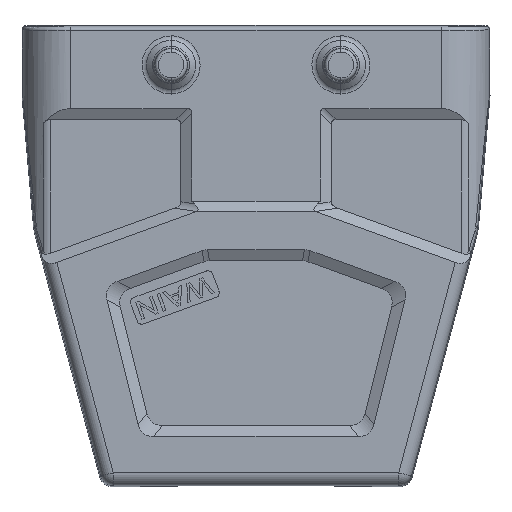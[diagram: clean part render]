
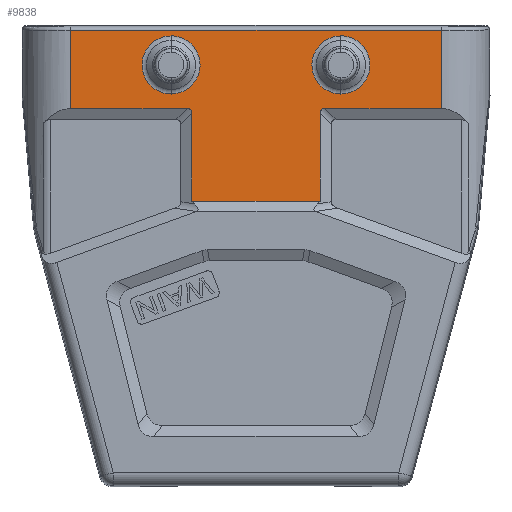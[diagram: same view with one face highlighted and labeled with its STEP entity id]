
A CAD part, front view. The second image highlights one B-rep face of the part: STEP entity #9838.
In plain terms, the highlighted planar face has unit normal (0, -1, 0).
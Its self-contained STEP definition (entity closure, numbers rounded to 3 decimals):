
#245=CARTESIAN_POINT('',(-28.878,-21.5,
-0.783));
#247=DIRECTION('',(0.,0.,-1.));
#248=VECTOR('',#247,12.217);
#249=CARTESIAN_POINT('',(-28.878,-21.5,
-0.783));
#250=LINE('',#249,#248);
#767=CARTESIAN_POINT('',(28.878,-21.5,
-0.783));
#793=CARTESIAN_POINT('',(28.878,-21.5,-13.));
#795=DIRECTION('',(0.,0.,1.));
#796=VECTOR('',#795,12.217);
#797=CARTESIAN_POINT('',(28.878,-21.5,-13.));
#798=LINE('',#797,#796);
#809=DIRECTION('',(-1.,0.,0.));
#810=VECTOR('',#809,57.755);
#811=CARTESIAN_POINT('',(28.878,-21.5,
-0.783));
#812=LINE('',#811,#810);
#817=DIRECTION('',(-1.,0.,0.));
#818=VECTOR('',#817,20.);
#819=CARTESIAN_POINT('',(10.,-21.5,-27.456));
#820=LINE('',#819,#818);
#821=CARTESIAN_POINT('',(13.25,-21.5,-6.2));
#822=DIRECTION('',(0.,-1.,0.));
#823=DIRECTION('',(0.,0.,-1.));
#824=AXIS2_PLACEMENT_3D('',#821,#822,#823);
#826=CARTESIAN_POINT('',(13.25,-21.5,-6.2));
#827=DIRECTION('',(0.,-1.,0.));
#828=DIRECTION('',(0.076,0.,0.997));
#829=AXIS2_PLACEMENT_3D('',#826,#827,#828);
#831=CARTESIAN_POINT('',(13.25,-21.5,-6.2));
#832=DIRECTION('',(0.,-1.,0.));
#833=DIRECTION('',(0.,0.,1.));
#834=AXIS2_PLACEMENT_3D('',#831,#832,#833);
#836=CARTESIAN_POINT('',(13.25,-21.5,-6.2));
#837=DIRECTION('',(0.,-1.,0.));
#838=DIRECTION('',(-0.076,0.,-0.997));
#839=AXIS2_PLACEMENT_3D('',#836,#837,#838);
#841=CARTESIAN_POINT('',(-13.25,-21.5,-6.2));
#842=DIRECTION('',(0.,-1.,0.));
#843=DIRECTION('',(0.,0.,-1.));
#844=AXIS2_PLACEMENT_3D('',#841,#842,#843);
#846=CARTESIAN_POINT('',(-13.25,-21.5,-6.2));
#847=DIRECTION('',(0.,-1.,0.));
#848=DIRECTION('',(0.076,0.,0.997));
#849=AXIS2_PLACEMENT_3D('',#846,#847,#848);
#851=CARTESIAN_POINT('',(-13.25,-21.5,-6.2));
#852=DIRECTION('',(0.,-1.,0.));
#853=DIRECTION('',(0.,0.,1.));
#854=AXIS2_PLACEMENT_3D('',#851,#852,#853);
#856=CARTESIAN_POINT('',(-13.25,-21.5,-6.2));
#857=DIRECTION('',(0.,-1.,0.));
#858=DIRECTION('',(-0.076,0.,-0.997));
#859=AXIS2_PLACEMENT_3D('',#856,#857,#858);
#871=DIRECTION('',(1.,0.,0.));
#872=VECTOR('',#871,18.128);
#873=CARTESIAN_POINT('',(10.75,-21.5,-13.));
#874=LINE('',#873,#872);
#971=DIRECTION('',(1.,0.,0.));
#972=VECTOR('',#971,18.128);
#973=CARTESIAN_POINT('',(-28.878,-21.5,-13.));
#974=LINE('',#973,#972);
#985=CARTESIAN_POINT('',(-10.75,-21.5,-13.));
#986=CARTESIAN_POINT('',(-10.5,-21.5,-13.));
#987=CARTESIAN_POINT('',(-10.138,-21.5,-13.138));
#988=CARTESIAN_POINT('',(-10.,-21.5,-13.5));
#989=CARTESIAN_POINT('',(-10.,-21.5,-13.75));
#1003=DIRECTION('',(0.,0.,-1.));
#1004=VECTOR('',#1003,13.706);
#1005=CARTESIAN_POINT('',(-10.,-21.5,-13.75));
#1006=LINE('',#1005,#1004);
#1007=DIRECTION('',(0.,0.,1.));
#1008=VECTOR('',#1007,13.706);
#1009=CARTESIAN_POINT('',(10.,-21.5,-27.456));
#1010=LINE('',#1009,#1008);
#1029=CARTESIAN_POINT('',(10.,-21.5,-13.75));
#1030=CARTESIAN_POINT('',(10.,-21.5,-13.5));
#1031=CARTESIAN_POINT('',(10.138,-21.5,-13.138));
#1032=CARTESIAN_POINT('',(10.5,-21.5,-13.));
#1033=CARTESIAN_POINT('',(10.75,-21.5,-13.));
#7433=VERTEX_POINT('',#245);
#7434=CARTESIAN_POINT('',(-28.878,-21.5,-13.));
#7435=VERTEX_POINT('',#7434);
#7613=VERTEX_POINT('',#767);
#7619=VERTEX_POINT('',#793);
#7623=CARTESIAN_POINT('',(10.75,-21.5,-13.));
#7624=VERTEX_POINT('',#7623);
#7625=VERTEX_POINT('',#1029);
#7626=CARTESIAN_POINT('',(10.,-21.5,-27.456));
#7627=VERTEX_POINT('',#7626);
#7628=CARTESIAN_POINT('',(-10.,-21.5,-27.456));
#7629=VERTEX_POINT('',#7628);
#7630=CARTESIAN_POINT('',(-10.,-21.5,-13.75));
#7631=VERTEX_POINT('',#7630);
#7632=VERTEX_POINT('',#985);
#7633=CARTESIAN_POINT('',(13.25,-21.5,-10.731));
#7634=CARTESIAN_POINT('',(13.595,-21.5,-1.682));
#7635=VERTEX_POINT('',#7633);
#7636=VERTEX_POINT('',#7634);
#7637=CARTESIAN_POINT('',(13.25,-21.5,-1.669));
#7638=VERTEX_POINT('',#7637);
#7639=CARTESIAN_POINT('',(12.905,-21.5,-10.718));
#7640=VERTEX_POINT('',#7639);
#7641=CARTESIAN_POINT('',(-13.25,-21.5,-10.731));
#7642=CARTESIAN_POINT('',(-12.905,-21.5,-1.682));
#7643=VERTEX_POINT('',#7641);
#7644=VERTEX_POINT('',#7642);
#7645=CARTESIAN_POINT('',(-13.25,-21.5,-1.669));
#7646=VERTEX_POINT('',#7645);
#7647=CARTESIAN_POINT('',(-13.595,-21.5,-10.718));
#7648=VERTEX_POINT('',#7647);
#9794=CARTESIAN_POINT('',(0.,-21.5,0.));
#9795=DIRECTION('',(0.,1.,0.));
#9796=DIRECTION('',(-1.,0.,0.));
#9797=AXIS2_PLACEMENT_3D('',#9794,#9795,#9796);
#9798=PLANE('',#9797);
#9799=ORIENTED_EDGE('',*,*,#9785,.F.);
#9800=ORIENTED_EDGE('',*,*,#9760,.F.);
#9802=ORIENTED_EDGE('',*,*,#9801,.F.);
#9804=ORIENTED_EDGE('',*,*,#9803,.F.);
#9806=ORIENTED_EDGE('',*,*,#9805,.F.);
#9808=ORIENTED_EDGE('',*,*,#9807,.T.);
#9810=ORIENTED_EDGE('',*,*,#9809,.F.);
#9812=ORIENTED_EDGE('',*,*,#9811,.F.);
#9814=ORIENTED_EDGE('',*,*,#9813,.F.);
#9815=ORIENTED_EDGE('',*,*,#8803,.F.);
#9816=EDGE_LOOP('',(#9799,#9800,#9802,#9804,#9806,#9808,#9810,#9812,#9814,
#9815));
#9817=FACE_OUTER_BOUND('',#9816,.F.);
#9819=ORIENTED_EDGE('',*,*,#9818,.T.);
#9821=ORIENTED_EDGE('',*,*,#9820,.T.);
#9823=ORIENTED_EDGE('',*,*,#9822,.T.);
#9825=ORIENTED_EDGE('',*,*,#9824,.T.);
#9826=EDGE_LOOP('',(#9819,#9821,#9823,#9825));
#9827=FACE_BOUND('',#9826,.F.);
#9829=ORIENTED_EDGE('',*,*,#9828,.T.);
#9831=ORIENTED_EDGE('',*,*,#9830,.T.);
#9833=ORIENTED_EDGE('',*,*,#9832,.T.);
#9835=ORIENTED_EDGE('',*,*,#9834,.T.);
#9836=EDGE_LOOP('',(#9829,#9831,#9833,#9835));
#9837=FACE_BOUND('',#9836,.F.);
#9838=ADVANCED_FACE('',(#9817,#9827,#9837),#9798,.F.);
#825=CIRCLE('',#824,4.531);
#830=CIRCLE('',#829,4.531);
#835=CIRCLE('',#834,4.531);
#840=CIRCLE('',#839,4.531);
#845=CIRCLE('',#844,4.531);
#850=CIRCLE('',#849,4.531);
#855=CIRCLE('',#854,4.531);
#860=CIRCLE('',#859,4.531);
#990=B_SPLINE_CURVE_WITH_KNOTS('',3,(#985,#986,#987,#988,#989),.UNSPECIFIED.,
.F.,.F.,(4,1,4),(0.,0.5,1.),.UNSPECIFIED.);
#1034=B_SPLINE_CURVE_WITH_KNOTS('',3,(#1029,#1030,#1031,#1032,#1033),
.UNSPECIFIED.,.F.,.F.,(4,1,4),(0.,0.5,1.),.UNSPECIFIED.);
#8803=EDGE_CURVE('',#7433,#7435,#250,.T.);
#9760=EDGE_CURVE('',#7619,#7613,#798,.T.);
#9785=EDGE_CURVE('',#7613,#7433,#812,.T.);
#9801=EDGE_CURVE('',#7624,#7619,#874,.T.);
#9803=EDGE_CURVE('',#7625,#7624,#1034,.T.);
#9805=EDGE_CURVE('',#7627,#7625,#1010,.T.);
#9807=EDGE_CURVE('',#7627,#7629,#820,.T.);
#9809=EDGE_CURVE('',#7631,#7629,#1006,.T.);
#9811=EDGE_CURVE('',#7632,#7631,#990,.T.);
#9813=EDGE_CURVE('',#7435,#7632,#974,.T.);
#9818=EDGE_CURVE('',#7635,#7636,#825,.T.);
#9820=EDGE_CURVE('',#7636,#7638,#830,.T.);
#9822=EDGE_CURVE('',#7638,#7640,#835,.T.);
#9824=EDGE_CURVE('',#7640,#7635,#840,.T.);
#9828=EDGE_CURVE('',#7643,#7644,#845,.T.);
#9830=EDGE_CURVE('',#7644,#7646,#850,.T.);
#9832=EDGE_CURVE('',#7646,#7648,#855,.T.);
#9834=EDGE_CURVE('',#7648,#7643,#860,.T.);
